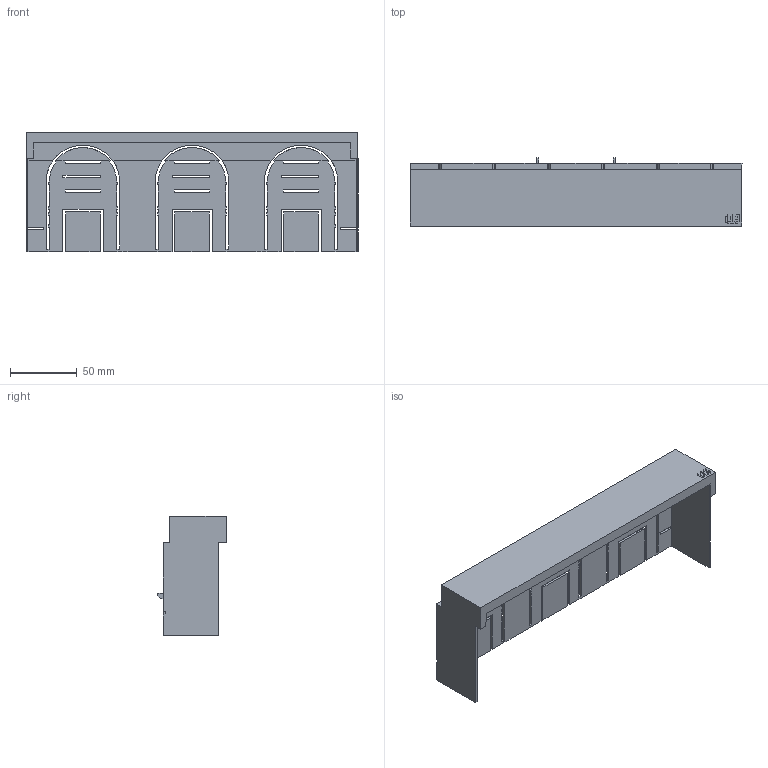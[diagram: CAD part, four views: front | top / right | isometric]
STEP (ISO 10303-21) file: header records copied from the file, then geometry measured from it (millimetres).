
FILE_DESCRIPTION((''),'2;1');
FILE_NAME('AA-KETO-3-3_ASM','2021-04-15T',('marketing.praksa'),('Audax d.o.o.'),'CREO PARAMETRIC BY PTC INC, 2017480','CREO PARAMETRIC BY PTC INC, 2017480','');
FILE_SCHEMA(('AUTOMOTIVE_DESIGN { 1 0 10303 214 1 1 1 1 }'));
Length unit declared in the file: millimetre
Products named in the file (6): HAUPTKOERPER_NICHT_BENUTZEN_2; HAUPTKOERPER_NICHT_BENUTZEN_3; HAUPTKOERPER_NICHT_BENUTZEN_4; PRT0146; WLOGO2; AA-KETO-3-3_ASM
Assembly tree (5 placements, depth 2):
  AA-KETO-3-3_ASM
    HAUPTKOERPER_NICHT_BENUTZEN_2
    HAUPTKOERPER_NICHT_BENUTZEN_3
    HAUPTKOERPER_NICHT_BENUTZEN_4
    PRT0146
    WLOGO2
Bounding box: 249.5 x 51.26 x 90 mm (x, y, z)
Volume: 60383.8 mm3; surface area: 85542.3 mm2
Topology: 7 solids, 7 shells, 368 faces, 1096 edges, 734 vertices
Faces by surface type: plane 308, cylinder 60
Entity records: 18742 total; most frequent: CARTESIAN_POINT 2449, ORIENTED_EDGE 2192, DIRECTION 1889, PRESENTATION_STYLE_ASSIGNMENT 1471, STYLED_ITEM 1471, CURVE_STYLE 1096, EDGE_CURVE 1096, VECTOR 951
